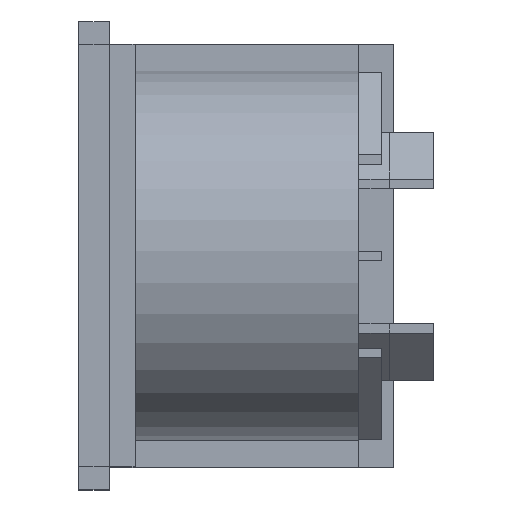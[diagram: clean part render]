
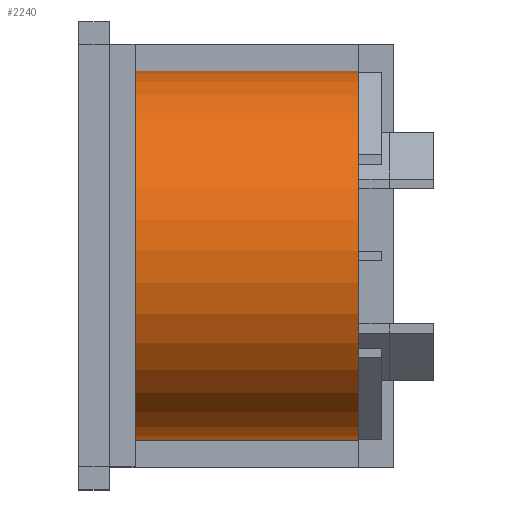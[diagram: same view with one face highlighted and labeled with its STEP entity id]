
A CAD part, top view. The second image highlights one B-rep face of the part: STEP entity #2240.
In plain terms, the highlighted cylindrical face has radius 7.875 mm (diameter 15.75 mm), a partial arc.
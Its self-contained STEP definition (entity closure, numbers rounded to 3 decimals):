
#1009 = PLANE('',#1010);
#1010 = AXIS2_PLACEMENT_3D('',#1011,#1012,#1013);
#1011 = CARTESIAN_POINT('',(2.4,0.,0.));
#1012 = DIRECTION('',(-1.,0.,0.));
#1013 = DIRECTION('',(0.,0.,-1.));
#1744 = VERTEX_POINT('',#1745);
#1745 = CARTESIAN_POINT('',(2.4,-7.029,-3.55));
#1759 = PLANE('',#1760);
#1760 = AXIS2_PLACEMENT_3D('',#1761,#1762,#1763);
#1761 = CARTESIAN_POINT('',(0.,9.,-3.55));
#1762 = DIRECTION('',(0.,0.,-1.));
#1763 = DIRECTION('',(0.,-1.,0.));
#1803 = VERTEX_POINT('',#1804);
#1804 = CARTESIAN_POINT('',(2.4,7.875,0.));
#1819 = CYLINDRICAL_SURFACE('',#1820,7.875);
#1820 = AXIS2_PLACEMENT_3D('',#1821,#1822,#1823);
#1821 = CARTESIAN_POINT('',(0.,0.,0.));
#1822 = DIRECTION('',(-1.,0.,0.));
#1823 = DIRECTION('',(0.,1.,0.));
#1831 = EDGE_CURVE('',#1744,#1803,#1832,.T.);
#1832 = SURFACE_CURVE('',#1833,(#1838,#1845),.PCURVE_S1.);
#1833 = CIRCLE('',#1834,7.875);
#1834 = AXIS2_PLACEMENT_3D('',#1835,#1836,#1837);
#1835 = CARTESIAN_POINT('',(2.4,0.,0.));
#1836 = DIRECTION('',(-1.,0.,0.));
#1837 = DIRECTION('',(0.,1.,0.));
#1838 = PCURVE('',#1009,#1839);
#1839 = DEFINITIONAL_REPRESENTATION('',(#1840),#1844);
#1840 = CIRCLE('',#1841,7.875);
#1841 = AXIS2_PLACEMENT_2D('',#1842,#1843);
#1842 = CARTESIAN_POINT('',(0.,0.));
#1843 = DIRECTION('',(0.,-1.));
#1844 = ( GEOMETRIC_REPRESENTATION_CONTEXT(2) 
PARAMETRIC_REPRESENTATION_CONTEXT() REPRESENTATION_CONTEXT('2D SPACE',''
  ) );
#1845 = PCURVE('',#1846,#1851);
#1846 = CYLINDRICAL_SURFACE('',#1847,7.875);
#1847 = AXIS2_PLACEMENT_3D('',#1848,#1849,#1850);
#1848 = CARTESIAN_POINT('',(0.,0.,0.));
#1849 = DIRECTION('',(-1.,0.,0.));
#1850 = DIRECTION('',(0.,1.,0.));
#1851 = DEFINITIONAL_REPRESENTATION('',(#1852),#1856);
#1852 = LINE('',#1853,#1854);
#1853 = CARTESIAN_POINT('',(-6.283,-2.4));
#1854 = VECTOR('',#1855,1.);
#1855 = DIRECTION('',(1.,-0.));
#1856 = ( GEOMETRIC_REPRESENTATION_CONTEXT(2) 
PARAMETRIC_REPRESENTATION_CONTEXT() REPRESENTATION_CONTEXT('2D SPACE',''
  ) );
#2196 = EDGE_CURVE('',#2197,#1744,#2199,.T.);
#2197 = VERTEX_POINT('',#2198);
#2198 = CARTESIAN_POINT('',(11.9,-7.029,-3.55));
#2199 = SURFACE_CURVE('',#2200,(#2204,#2211),.PCURVE_S1.);
#2200 = LINE('',#2201,#2202);
#2201 = CARTESIAN_POINT('',(0.,-7.029,-3.55));
#2202 = VECTOR('',#2203,1.);
#2203 = DIRECTION('',(-1.,0.,0.));
#2204 = PCURVE('',#1759,#2205);
#2205 = DEFINITIONAL_REPRESENTATION('',(#2206),#2210);
#2206 = LINE('',#2207,#2208);
#2207 = CARTESIAN_POINT('',(16.029,0.));
#2208 = VECTOR('',#2209,1.);
#2209 = DIRECTION('',(0.,1.));
#2210 = ( GEOMETRIC_REPRESENTATION_CONTEXT(2) 
PARAMETRIC_REPRESENTATION_CONTEXT() REPRESENTATION_CONTEXT('2D SPACE',''
  ) );
#2211 = PCURVE('',#1846,#2212);
#2212 = DEFINITIONAL_REPRESENTATION('',(#2213),#2217);
#2213 = LINE('',#2214,#2215);
#2214 = CARTESIAN_POINT('',(-3.609,0.));
#2215 = VECTOR('',#2216,1.);
#2216 = DIRECTION('',(-0.,1.));
#2217 = ( GEOMETRIC_REPRESENTATION_CONTEXT(2) 
PARAMETRIC_REPRESENTATION_CONTEXT() REPRESENTATION_CONTEXT('2D SPACE',''
  ) );
#2240 = ADVANCED_FACE('',(#2241),#1846,.T.);
#2241 = FACE_BOUND('',#2242,.F.);
#2242 = EDGE_LOOP('',(#2243,#2244,#2267,#2294));
#2243 = ORIENTED_EDGE('',*,*,#1831,.T.);
#2244 = ORIENTED_EDGE('',*,*,#2245,.T.);
#2245 = EDGE_CURVE('',#1803,#2246,#2248,.T.);
#2246 = VERTEX_POINT('',#2247);
#2247 = CARTESIAN_POINT('',(11.9,7.875,0.));
#2248 = SURFACE_CURVE('',#2249,(#2253,#2260),.PCURVE_S1.);
#2249 = LINE('',#2250,#2251);
#2250 = CARTESIAN_POINT('',(0.,7.875,0.));
#2251 = VECTOR('',#2252,1.);
#2252 = DIRECTION('',(1.,0.,0.));
#2253 = PCURVE('',#1846,#2254);
#2254 = DEFINITIONAL_REPRESENTATION('',(#2255),#2259);
#2255 = LINE('',#2256,#2257);
#2256 = CARTESIAN_POINT('',(-0.,0.));
#2257 = VECTOR('',#2258,1.);
#2258 = DIRECTION('',(-0.,-1.));
#2259 = ( GEOMETRIC_REPRESENTATION_CONTEXT(2) 
PARAMETRIC_REPRESENTATION_CONTEXT() REPRESENTATION_CONTEXT('2D SPACE',''
  ) );
#2260 = PCURVE('',#1819,#2261);
#2261 = DEFINITIONAL_REPRESENTATION('',(#2262),#2266);
#2262 = LINE('',#2263,#2264);
#2263 = CARTESIAN_POINT('',(-6.283,0.));
#2264 = VECTOR('',#2265,1.);
#2265 = DIRECTION('',(-0.,-1.));
#2266 = ( GEOMETRIC_REPRESENTATION_CONTEXT(2) 
PARAMETRIC_REPRESENTATION_CONTEXT() REPRESENTATION_CONTEXT('2D SPACE',''
  ) );
#2267 = ORIENTED_EDGE('',*,*,#2268,.T.);
#2268 = EDGE_CURVE('',#2246,#2197,#2269,.T.);
#2269 = SURFACE_CURVE('',#2270,(#2275,#2282),.PCURVE_S1.);
#2270 = CIRCLE('',#2271,7.875);
#2271 = AXIS2_PLACEMENT_3D('',#2272,#2273,#2274);
#2272 = CARTESIAN_POINT('',(11.9,0.,0.));
#2273 = DIRECTION('',(1.,0.,0.));
#2274 = DIRECTION('',(0.,1.,0.));
#2275 = PCURVE('',#1846,#2276);
#2276 = DEFINITIONAL_REPRESENTATION('',(#2277),#2281);
#2277 = LINE('',#2278,#2279);
#2278 = CARTESIAN_POINT('',(-0.,-11.9));
#2279 = VECTOR('',#2280,1.);
#2280 = DIRECTION('',(-1.,0.));
#2281 = ( GEOMETRIC_REPRESENTATION_CONTEXT(2) 
PARAMETRIC_REPRESENTATION_CONTEXT() REPRESENTATION_CONTEXT('2D SPACE',''
  ) );
#2282 = PCURVE('',#2283,#2288);
#2283 = PLANE('',#2284);
#2284 = AXIS2_PLACEMENT_3D('',#2285,#2286,#2287);
#2285 = CARTESIAN_POINT('',(11.9,0.,0.));
#2286 = DIRECTION('',(1.,0.,0.));
#2287 = DIRECTION('',(0.,0.,1.));
#2288 = DEFINITIONAL_REPRESENTATION('',(#2289),#2293);
#2289 = CIRCLE('',#2290,7.875);
#2290 = AXIS2_PLACEMENT_2D('',#2291,#2292);
#2291 = CARTESIAN_POINT('',(0.,0.));
#2292 = DIRECTION('',(0.,-1.));
#2293 = ( GEOMETRIC_REPRESENTATION_CONTEXT(2) 
PARAMETRIC_REPRESENTATION_CONTEXT() REPRESENTATION_CONTEXT('2D SPACE',''
  ) );
#2294 = ORIENTED_EDGE('',*,*,#2196,.T.);
